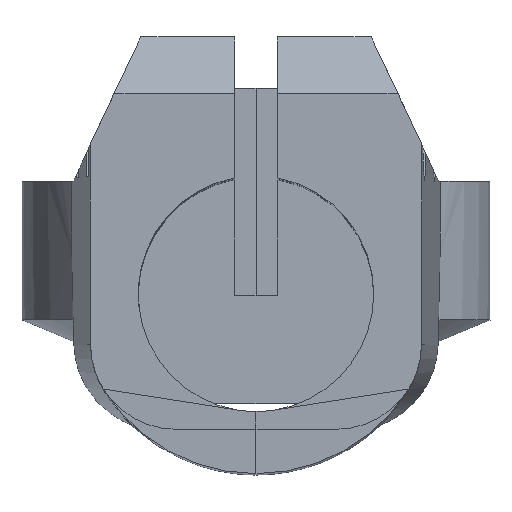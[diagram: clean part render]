
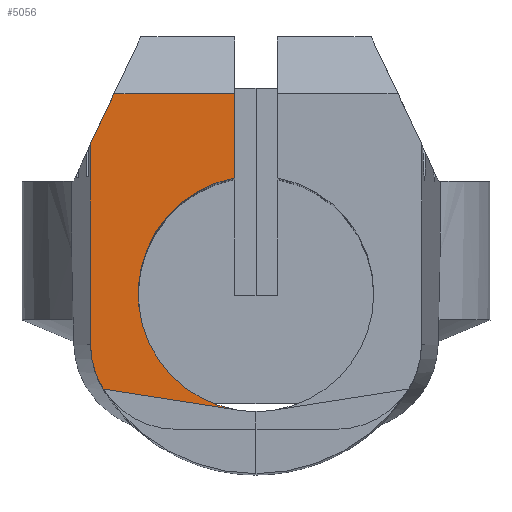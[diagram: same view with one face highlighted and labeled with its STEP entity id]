
A CAD part, top view. The second image highlights one B-rep face of the part: STEP entity #5056.
In plain terms, the highlighted planar face has unit normal (0, 0, 1).
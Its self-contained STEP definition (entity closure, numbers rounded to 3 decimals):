
#298 = PLANE('',#299);
#299 = AXIS2_PLACEMENT_3D('',#300,#301,#302);
#300 = CARTESIAN_POINT('',(-5.8,5.255,28.2));
#301 = DIRECTION('',(1.,0.,0.));
#302 = DIRECTION('',(0.,-1.,0.));
#2224 = SURFACE_OF_LINEAR_EXTRUSION('',#2225,#2230);
#2225 = ELLIPSE('',#2226,3.001,3.);
#2226 = AXIS2_PLACEMENT_3D('',#2227,#2228,#2229);
#2227 = CARTESIAN_POINT('',(-2.799,-1.75,28.2));
#2228 = DIRECTION('',(0.,0.,1.));
#2229 = DIRECTION('',(1.,0.,0.));
#2230 = VECTOR('',#2231,1.);
#2231 = DIRECTION('',(0.,0.,-1.));
#2259 = PLANE('',#2260);
#2260 = AXIS2_PLACEMENT_3D('',#2261,#2262,#2263);
#2261 = CARTESIAN_POINT('',(-5.8,5.255,28.2));
#2262 = DIRECTION('',(-0.904,0.427,0.
    ));
#2263 = DIRECTION('',(0.427,0.904,0.)
  );
#2356 = VERTEX_POINT('',#2357);
#2357 = CARTESIAN_POINT('',(-5.8,5.255,43.2));
#2378 = EDGE_CURVE('',#2356,#2379,#2381,.T.);
#2379 = VERTEX_POINT('',#2380);
#2380 = CARTESIAN_POINT('',(-5.8,-1.75,43.2));
#2381 = SURFACE_CURVE('',#2382,(#2386,#2393),.PCURVE_S1.);
#2382 = LINE('',#2383,#2384);
#2383 = CARTESIAN_POINT('',(-5.8,9.,43.2));
#2384 = VECTOR('',#2385,1.);
#2385 = DIRECTION('',(0.,-1.,0.));
#2386 = PCURVE('',#298,#2387);
#2387 = DEFINITIONAL_REPRESENTATION('',(#2388),#2392);
#2388 = LINE('',#2389,#2390);
#2389 = CARTESIAN_POINT('',(-3.745,-15.));
#2390 = VECTOR('',#2391,1.);
#2391 = DIRECTION('',(1.,0.));
#2392 = ( GEOMETRIC_REPRESENTATION_CONTEXT(2) 
PARAMETRIC_REPRESENTATION_CONTEXT() REPRESENTATION_CONTEXT('2D SPACE',''
  ) );
#2393 = PCURVE('',#2394,#2399);
#2394 = PLANE('',#2395);
#2395 = AXIS2_PLACEMENT_3D('',#2396,#2397,#2398);
#2396 = CARTESIAN_POINT('',(-5.8,9.,43.2));
#2397 = DIRECTION('',(0.,0.,1.));
#2398 = DIRECTION('',(1.,0.,0.));
#2399 = DEFINITIONAL_REPRESENTATION('',(#2400),#2404);
#2400 = LINE('',#2401,#2402);
#2401 = CARTESIAN_POINT('',(0.,0.));
#2402 = VECTOR('',#2403,1.);
#2403 = DIRECTION('',(0.,-1.));
#2404 = ( GEOMETRIC_REPRESENTATION_CONTEXT(2) 
PARAMETRIC_REPRESENTATION_CONTEXT() REPRESENTATION_CONTEXT('2D SPACE',''
  ) );
#4921 = EDGE_CURVE('',#2379,#4922,#4924,.T.);
#4922 = VERTEX_POINT('',#4923);
#4923 = CARTESIAN_POINT('',(-5.344,-3.339,43.2));
#4924 = SURFACE_CURVE('',#4925,(#4930,#4937),.PCURVE_S1.);
#4925 = ELLIPSE('',#4926,3.001,3.);
#4926 = AXIS2_PLACEMENT_3D('',#4927,#4928,#4929);
#4927 = CARTESIAN_POINT('',(-2.799,-1.75,43.2));
#4928 = DIRECTION('',(0.,0.,1.));
#4929 = DIRECTION('',(1.,0.,0.));
#4930 = PCURVE('',#2224,#4931);
#4931 = DEFINITIONAL_REPRESENTATION('',(#4932),#4936);
#4932 = LINE('',#4933,#4934);
#4933 = CARTESIAN_POINT('',(0.,-15.));
#4934 = VECTOR('',#4935,1.);
#4935 = DIRECTION('',(1.,0.));
#4936 = ( GEOMETRIC_REPRESENTATION_CONTEXT(2) 
PARAMETRIC_REPRESENTATION_CONTEXT() REPRESENTATION_CONTEXT('2D SPACE',''
  ) );
#4937 = PCURVE('',#2394,#4938);
#4938 = DEFINITIONAL_REPRESENTATION('',(#4939),#4943);
#4939 = ELLIPSE('',#4940,3.001,3.);
#4940 = AXIS2_PLACEMENT_2D('',#4941,#4942);
#4941 = CARTESIAN_POINT('',(3.001,-10.75));
#4942 = DIRECTION('',(1.,0.));
#4943 = ( GEOMETRIC_REPRESENTATION_CONTEXT(2) 
PARAMETRIC_REPRESENTATION_CONTEXT() REPRESENTATION_CONTEXT('2D SPACE',''
  ) );
#5056 = ADVANCED_FACE('',(#5057),#2394,.T.);
#5057 = FACE_BOUND('',#5058,.T.);
#5058 = EDGE_LOOP('',(#5059,#5089,#5110,#5111,#5112,#5140,#5173));
#5059 = ORIENTED_EDGE('',*,*,#5060,.F.);
#5060 = EDGE_CURVE('',#5061,#5063,#5065,.T.);
#5061 = VERTEX_POINT('',#5062);
#5062 = CARTESIAN_POINT('',(-4.977,7.,43.2));
#5063 = VERTEX_POINT('',#5064);
#5064 = CARTESIAN_POINT('',(-0.75,7.,43.2));
#5065 = SURFACE_CURVE('',#5066,(#5070,#5077),.PCURVE_S1.);
#5066 = LINE('',#5067,#5068);
#5067 = CARTESIAN_POINT('',(-4.033,7.,43.2));
#5068 = VECTOR('',#5069,1.);
#5069 = DIRECTION('',(1.,0.,0.));
#5070 = PCURVE('',#2394,#5071);
#5071 = DEFINITIONAL_REPRESENTATION('',(#5072),#5076);
#5072 = LINE('',#5073,#5074);
#5073 = CARTESIAN_POINT('',(1.767,-2.));
#5074 = VECTOR('',#5075,1.);
#5075 = DIRECTION('',(1.,0.));
#5076 = ( GEOMETRIC_REPRESENTATION_CONTEXT(2) 
PARAMETRIC_REPRESENTATION_CONTEXT() REPRESENTATION_CONTEXT('2D SPACE',''
  ) );
#5077 = PCURVE('',#5078,#5083);
#5078 = PLANE('',#5079);
#5079 = AXIS2_PLACEMENT_3D('',#5080,#5081,#5082);
#5080 = CARTESIAN_POINT('',(-4.033,8.,42.2));
#5081 = DIRECTION('',(0.,0.707,0.707)
  );
#5082 = DIRECTION('',(1.,0.,0.));
#5083 = DEFINITIONAL_REPRESENTATION('',(#5084),#5088);
#5084 = LINE('',#5085,#5086);
#5085 = CARTESIAN_POINT('',(0.,-1.414));
#5086 = VECTOR('',#5087,1.);
#5087 = DIRECTION('',(1.,0.));
#5088 = ( GEOMETRIC_REPRESENTATION_CONTEXT(2) 
PARAMETRIC_REPRESENTATION_CONTEXT() REPRESENTATION_CONTEXT('2D SPACE',''
  ) );
#5089 = ORIENTED_EDGE('',*,*,#5090,.F.);
#5090 = EDGE_CURVE('',#2356,#5061,#5091,.T.);
#5091 = SURFACE_CURVE('',#5092,(#5096,#5103),.PCURVE_S1.);
#5092 = LINE('',#5093,#5094);
#5093 = CARTESIAN_POINT('',(-4.123,8.809,43.2));
#5094 = VECTOR('',#5095,1.);
#5095 = DIRECTION('',(0.427,0.904,0.)
  );
#5096 = PCURVE('',#2394,#5097);
#5097 = DEFINITIONAL_REPRESENTATION('',(#5098),#5102);
#5098 = LINE('',#5099,#5100);
#5099 = CARTESIAN_POINT('',(1.677,-0.191));
#5100 = VECTOR('',#5101,1.);
#5101 = DIRECTION('',(0.427,0.904));
#5102 = ( GEOMETRIC_REPRESENTATION_CONTEXT(2) 
PARAMETRIC_REPRESENTATION_CONTEXT() REPRESENTATION_CONTEXT('2D SPACE',''
  ) );
#5103 = PCURVE('',#2259,#5104);
#5104 = DEFINITIONAL_REPRESENTATION('',(#5105),#5109);
#5105 = LINE('',#5106,#5107);
#5106 = CARTESIAN_POINT('',(3.93,-15.));
#5107 = VECTOR('',#5108,1.);
#5108 = DIRECTION('',(1.,0.));
#5109 = ( GEOMETRIC_REPRESENTATION_CONTEXT(2) 
PARAMETRIC_REPRESENTATION_CONTEXT() REPRESENTATION_CONTEXT('2D SPACE',''
  ) );
#5110 = ORIENTED_EDGE('',*,*,#2378,.T.);
#5111 = ORIENTED_EDGE('',*,*,#4921,.T.);
#5112 = ORIENTED_EDGE('',*,*,#5113,.T.);
#5113 = EDGE_CURVE('',#4922,#5114,#5116,.T.);
#5114 = VERTEX_POINT('',#5115);
#5115 = CARTESIAN_POINT('',(-0.637,-4.075,43.2));
#5116 = SURFACE_CURVE('',#5117,(#5121,#5128),.PCURVE_S1.);
#5117 = LINE('',#5118,#5119);
#5118 = CARTESIAN_POINT('',(-5.344,-3.339,43.2));
#5119 = VECTOR('',#5120,1.);
#5120 = DIRECTION('',(0.988,-0.155,0.)
  );
#5121 = PCURVE('',#2394,#5122);
#5122 = DEFINITIONAL_REPRESENTATION('',(#5123),#5127);
#5123 = LINE('',#5124,#5125);
#5124 = CARTESIAN_POINT('',(0.456,-12.339));
#5125 = VECTOR('',#5126,1.);
#5126 = DIRECTION('',(0.988,-0.155));
#5127 = ( GEOMETRIC_REPRESENTATION_CONTEXT(2) 
PARAMETRIC_REPRESENTATION_CONTEXT() REPRESENTATION_CONTEXT('2D SPACE',''
  ) );
#5128 = PCURVE('',#5129,#5134);
#5129 = PLANE('',#5130);
#5130 = AXIS2_PLACEMENT_3D('',#5131,#5132,#5133);
#5131 = CARTESIAN_POINT('',(-5.8,9.,43.2));
#5132 = DIRECTION('',(0.,0.,1.));
#5133 = DIRECTION('',(1.,0.,0.));
#5134 = DEFINITIONAL_REPRESENTATION('',(#5135),#5139);
#5135 = LINE('',#5136,#5137);
#5136 = CARTESIAN_POINT('',(0.456,-12.339));
#5137 = VECTOR('',#5138,1.);
#5138 = DIRECTION('',(0.988,-0.155));
#5139 = ( GEOMETRIC_REPRESENTATION_CONTEXT(2) 
PARAMETRIC_REPRESENTATION_CONTEXT() REPRESENTATION_CONTEXT('2D SPACE',''
  ) );
#5140 = ORIENTED_EDGE('',*,*,#5141,.T.);
#5141 = EDGE_CURVE('',#5114,#5142,#5144,.T.);
#5142 = VERTEX_POINT('',#5143);
#5143 = CARTESIAN_POINT('',(-0.75,4.056,43.2));
#5144 = SURFACE_CURVE('',#5145,(#5150,#5161),.PCURVE_S1.);
#5145 = CIRCLE('',#5146,4.125);
#5146 = AXIS2_PLACEMENT_3D('',#5147,#5148,#5149);
#5147 = CARTESIAN_POINT('',(0.,0.,43.2));
#5148 = DIRECTION('',(0.,0.,-1.));
#5149 = DIRECTION('',(1.,0.,0.));
#5150 = PCURVE('',#2394,#5151);
#5151 = DEFINITIONAL_REPRESENTATION('',(#5152),#5160);
#5152 = ( BOUNDED_CURVE() B_SPLINE_CURVE(2,(#5153,#5154,#5155,#5156,
#5157,#5158,#5159),.UNSPECIFIED.,.T.,.F.) B_SPLINE_CURVE_WITH_KNOTS((1,2
    ,2,2,2,1),(-2.094,0.,2.094,4.189,
6.283,8.378),.UNSPECIFIED.) CURVE() 
GEOMETRIC_REPRESENTATION_ITEM() RATIONAL_B_SPLINE_CURVE((1.,0.5,1.,0.5,
1.,0.5,1.)) REPRESENTATION_ITEM('') );
#5153 = CARTESIAN_POINT('',(9.925,-9.));
#5154 = CARTESIAN_POINT('',(9.925,-16.145));
#5155 = CARTESIAN_POINT('',(3.738,-12.572));
#5156 = CARTESIAN_POINT('',(-2.45,-9.));
#5157 = CARTESIAN_POINT('',(3.738,-5.428));
#5158 = CARTESIAN_POINT('',(9.925,-1.855));
#5159 = CARTESIAN_POINT('',(9.925,-9.));
#5160 = ( GEOMETRIC_REPRESENTATION_CONTEXT(2) 
PARAMETRIC_REPRESENTATION_CONTEXT() REPRESENTATION_CONTEXT('2D SPACE',''
  ) );
#5161 = PCURVE('',#5162,#5167);
#5162 = CYLINDRICAL_SURFACE('',#5163,4.125);
#5163 = AXIS2_PLACEMENT_3D('',#5164,#5165,#5166);
#5164 = CARTESIAN_POINT('',(0.,0.,28.2)
  );
#5165 = DIRECTION('',(0.,0.,-1.));
#5166 = DIRECTION('',(1.,0.,0.));
#5167 = DEFINITIONAL_REPRESENTATION('',(#5168),#5172);
#5168 = LINE('',#5169,#5170);
#5169 = CARTESIAN_POINT('',(0.,-15.));
#5170 = VECTOR('',#5171,1.);
#5171 = DIRECTION('',(1.,0.));
#5172 = ( GEOMETRIC_REPRESENTATION_CONTEXT(2) 
PARAMETRIC_REPRESENTATION_CONTEXT() REPRESENTATION_CONTEXT('2D SPACE',''
  ) );
#5173 = ORIENTED_EDGE('',*,*,#5174,.T.);
#5174 = EDGE_CURVE('',#5142,#5063,#5175,.T.);
#5175 = SURFACE_CURVE('',#5176,(#5180,#5187),.PCURVE_S1.);
#5176 = LINE('',#5177,#5178);
#5177 = CARTESIAN_POINT('',(-0.75,4.5,43.2));
#5178 = VECTOR('',#5179,1.);
#5179 = DIRECTION('',(0.,1.,0.));
#5180 = PCURVE('',#2394,#5181);
#5181 = DEFINITIONAL_REPRESENTATION('',(#5182),#5186);
#5182 = LINE('',#5183,#5184);
#5183 = CARTESIAN_POINT('',(5.05,-4.5));
#5184 = VECTOR('',#5185,1.);
#5185 = DIRECTION('',(0.,1.));
#5186 = ( GEOMETRIC_REPRESENTATION_CONTEXT(2) 
PARAMETRIC_REPRESENTATION_CONTEXT() REPRESENTATION_CONTEXT('2D SPACE',''
  ) );
#5187 = PCURVE('',#5188,#5193);
#5188 = PLANE('',#5189);
#5189 = AXIS2_PLACEMENT_3D('',#5190,#5191,#5192);
#5190 = CARTESIAN_POINT('',(-0.75,4.056,28.2));
#5191 = DIRECTION('',(-1.,0.,0.));
#5192 = DIRECTION('',(0.,1.,0.));
#5193 = DEFINITIONAL_REPRESENTATION('',(#5194),#5198);
#5194 = LINE('',#5195,#5196);
#5195 = CARTESIAN_POINT('',(0.444,-15.));
#5196 = VECTOR('',#5197,1.);
#5197 = DIRECTION('',(1.,0.));
#5198 = ( GEOMETRIC_REPRESENTATION_CONTEXT(2) 
PARAMETRIC_REPRESENTATION_CONTEXT() REPRESENTATION_CONTEXT('2D SPACE',''
  ) );
